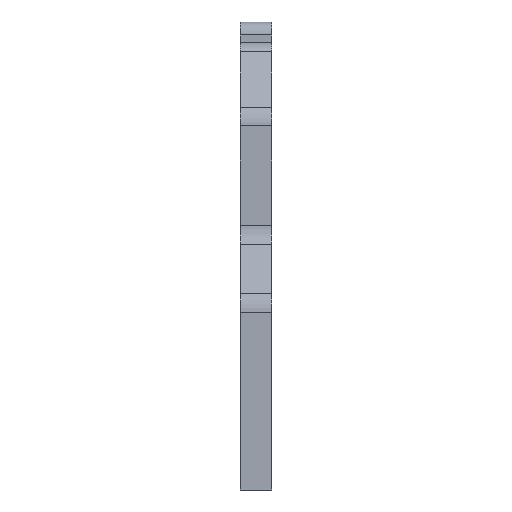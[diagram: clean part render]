
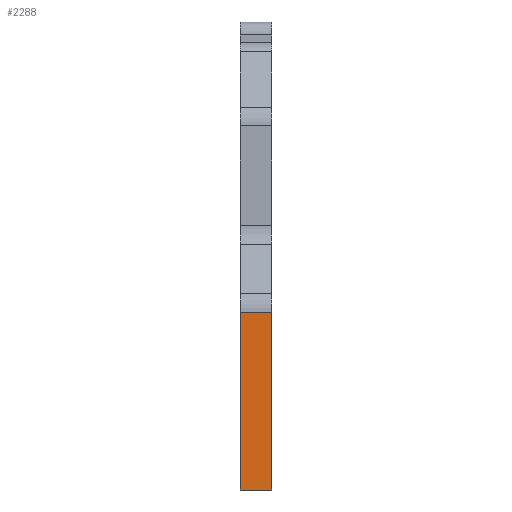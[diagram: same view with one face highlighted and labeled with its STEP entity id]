
A CAD part, left-side view. The second image highlights one B-rep face of the part: STEP entity #2288.
In plain terms, the highlighted planar face has unit normal (-1, 0, 0).
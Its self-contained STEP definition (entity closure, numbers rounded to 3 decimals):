
#96 = CARTESIAN_POINT ( 'NONE',  ( -76.6, 12., 68.675 ) ) ;
#267 = CARTESIAN_POINT ( 'NONE',  ( -76.6, 12., 156. ) ) ;
#314 = DIRECTION ( 'NONE',  ( 0., 0., 1. ) ) ;
#331 = CARTESIAN_POINT ( 'NONE',  ( -76.6, 0., 0. ) ) ;
#678 = DIRECTION ( 'NONE',  ( 0., 0., -1. ) ) ;
#770 = VECTOR ( 'NONE', #314, 1000. ) ;
#819 = CARTESIAN_POINT ( 'NONE',  ( -76.6, 12., 0. ) ) ;
#844 = ORIENTED_EDGE ( 'NONE', *, *, #4657, .F. ) ;
#931 = VECTOR ( 'NONE', #3759, 1000. ) ;
#1042 = VERTEX_POINT ( 'NONE', #1558 ) ;
#1079 = CARTESIAN_POINT ( 'NONE',  ( -76.6, 12., 0. ) ) ;
#1151 = LINE ( 'NONE', #1079, #931 ) ;
#1446 = VERTEX_POINT ( 'NONE', #3221 ) ;
#1455 = DIRECTION ( 'NONE',  ( 1., 0., 0. ) ) ;
#1472 = AXIS2_PLACEMENT_3D ( 'NONE', #4092, #1455, #1503 ) ;
#1503 = DIRECTION ( 'NONE',  ( 0., 0., -1. ) ) ;
#1522 = PLANE ( 'NONE',  #1472 ) ;
#1558 = CARTESIAN_POINT ( 'NONE',  ( -76.6, 12., 68.675 ) ) ;
#1579 = ORIENTED_EDGE ( 'NONE', *, *, #2443, .T. ) ;
#1830 = CARTESIAN_POINT ( 'NONE',  ( -76.6, 0., 156. ) ) ;
#2107 = VECTOR ( 'NONE', #4557, 1000. ) ;
#2288 = ADVANCED_FACE ( 'NONE', ( #4116 ), #1522, .F. ) ;
#2386 = ORIENTED_EDGE ( 'NONE', *, *, #4247, .F. ) ;
#2443 = EDGE_CURVE ( 'NONE', #1446, #1042, #3846, .T. ) ;
#3180 = EDGE_CURVE ( 'NONE', #1446, #4723, #4023, .T. ) ;
#3221 = CARTESIAN_POINT ( 'NONE',  ( -76.6, 0., 68.675 ) ) ;
#3691 = LINE ( 'NONE', #267, #770 ) ;
#3727 = VECTOR ( 'NONE', #678, 1000. ) ;
#3759 = DIRECTION ( 'NONE',  ( 0., 1., 0. ) ) ;
#3846 = LINE ( 'NONE', #96, #2107 ) ;
#3942 = VERTEX_POINT ( 'NONE', #819 ) ;
#4023 = LINE ( 'NONE', #1830, #3727 ) ;
#4092 = CARTESIAN_POINT ( 'NONE',  ( -76.6, 0., 0. ) ) ;
#4116 = FACE_OUTER_BOUND ( 'NONE', #4149, .T. ) ;
#4149 = EDGE_LOOP ( 'NONE', ( #2386, #4742, #1579, #844 ) ) ;
#4247 = EDGE_CURVE ( 'NONE', #4723, #3942, #1151, .T. ) ;
#4557 = DIRECTION ( 'NONE',  ( 0., 1., 0. ) ) ;
#4657 = EDGE_CURVE ( 'NONE', #3942, #1042, #3691, .T. ) ;
#4723 = VERTEX_POINT ( 'NONE', #331 ) ;
#4742 = ORIENTED_EDGE ( 'NONE', *, *, #3180, .F. ) ;
